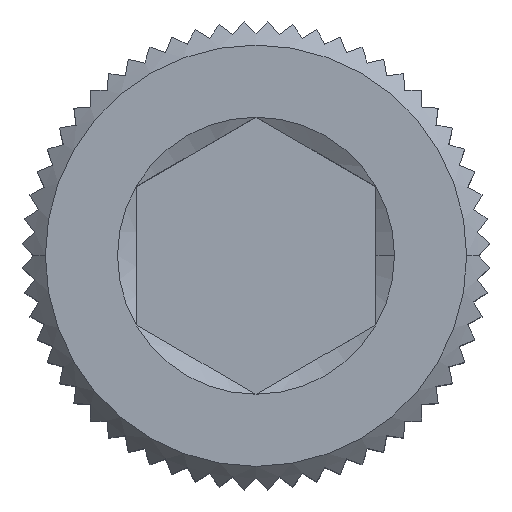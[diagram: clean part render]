
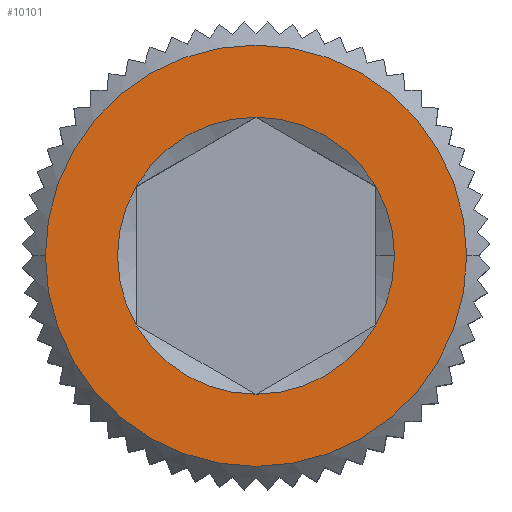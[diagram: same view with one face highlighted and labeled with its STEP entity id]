
A CAD part, top view. The second image highlights one B-rep face of the part: STEP entity #10101.
In plain terms, the highlighted planar face has unit normal (0, 0, 1).
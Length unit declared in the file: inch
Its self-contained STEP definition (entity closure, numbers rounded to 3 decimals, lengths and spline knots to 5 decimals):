
#56 = CIRCLE ( 'NONE', #1375, 0.08235 ) ;
#241 = CARTESIAN_POINT ( 'NONE',  ( 0., 0., 0.2435 ) ) ;
#332 = ORIENTED_EDGE ( 'NONE', *, *, #4170, .F. ) ;
#355 = CARTESIAN_POINT ( 'NONE',  ( 0., 0., 0.2435 ) ) ;
#472 = CARTESIAN_POINT ( 'NONE',  ( 0.04687, 0.02706, 0.2435 ) ) ;
#566 = EDGE_LOOP ( 'NONE', ( #5198, #3461 ) ) ;
#579 = CIRCLE ( 'NONE', #6734, 0.05413 ) ;
#639 = VERTEX_POINT ( 'NONE', #10561 ) ;
#673 = AXIS2_PLACEMENT_3D ( 'NONE', #2778, #5257, #6921 ) ;
#942 = CARTESIAN_POINT ( 'NONE',  ( 0., 0.0915, 0.2435 ) ) ;
#978 = DIRECTION ( 'NONE',  ( 1., 0., 0. ) ) ;
#985 = CARTESIAN_POINT ( 'NONE',  ( -0.04687, 0.02706, 0.2435 ) ) ;
#1253 = VERTEX_POINT ( 'NONE', #472 ) ;
#1375 = AXIS2_PLACEMENT_3D ( 'NONE', #355, #2150, #10435 ) ;
#1408 = CARTESIAN_POINT ( 'NONE',  ( 0., 0., 0.2435 ) ) ;
#1436 = DIRECTION ( 'NONE',  ( 1., 0., 0. ) ) ;
#1470 = EDGE_CURVE ( 'NONE', #10645, #3766, #2177, .T. ) ;
#1630 = DIRECTION ( 'NONE',  ( 1., 0., 0. ) ) ;
#1660 = AXIS2_PLACEMENT_3D ( 'NONE', #9065, #2392, #1436 ) ;
#1679 = EDGE_CURVE ( 'NONE', #3766, #10645, #56, .T. ) ;
#1698 = CIRCLE ( 'NONE', #5350, 0.05413 ) ;
#1831 = EDGE_CURVE ( 'NONE', #639, #1253, #579, .T. ) ;
#2150 = DIRECTION ( 'NONE',  ( 0., 0., 1. ) ) ;
#2177 = CIRCLE ( 'NONE', #6325, 0.08235 ) ;
#2392 = DIRECTION ( 'NONE',  ( 0., 0., 1. ) ) ;
#2673 = EDGE_CURVE ( 'NONE', #1253, #4417, #10872, .T. ) ;
#2725 = DIRECTION ( 'NONE',  ( 0., 0., 1. ) ) ;
#2778 = CARTESIAN_POINT ( 'NONE',  ( 0., 0., 0.2435 ) ) ;
#2799 = CIRCLE ( 'NONE', #673, 0.05413 ) ;
#2868 = EDGE_LOOP ( 'NONE', ( #4215, #10485, #7096, #10929, #8314, #332, #6225 ) ) ;
#3310 = DIRECTION ( 'NONE',  ( 0., 0., 1. ) ) ;
#3446 = AXIS2_PLACEMENT_3D ( 'NONE', #241, #3582, #9495 ) ;
#3461 = ORIENTED_EDGE ( 'NONE', *, *, #1470, .T. ) ;
#3475 = CARTESIAN_POINT ( 'NONE',  ( -0.04687, -0.02706, 0.2435 ) ) ;
#3563 = CARTESIAN_POINT ( 'NONE',  ( 0., 0., 0.2435 ) ) ;
#3582 = DIRECTION ( 'NONE',  ( 0., 0., 1. ) ) ;
#3688 = AXIS2_PLACEMENT_3D ( 'NONE', #942, #10240, #978 ) ;
#3766 = VERTEX_POINT ( 'NONE', #4855 ) ;
#3791 = DIRECTION ( 'NONE',  ( 1., 0., 0. ) ) ;
#4026 = FACE_OUTER_BOUND ( 'NONE', #566, .T. ) ;
#4170 = EDGE_CURVE ( 'NONE', #7414, #7385, #2799, .T. ) ;
#4202 = VERTEX_POINT ( 'NONE', #8621 ) ;
#4215 = ORIENTED_EDGE ( 'NONE', *, *, #2673, .F. ) ;
#4417 = VERTEX_POINT ( 'NONE', #6316 ) ;
#4855 = CARTESIAN_POINT ( 'NONE',  ( -0.08235, 0., 0.2435 ) ) ;
#5198 = ORIENTED_EDGE ( 'NONE', *, *, #1679, .T. ) ;
#5257 = DIRECTION ( 'NONE',  ( 0., 0., 1. ) ) ;
#5350 = AXIS2_PLACEMENT_3D ( 'NONE', #7056, #7131, #3791 ) ;
#5426 = EDGE_CURVE ( 'NONE', #7385, #10740, #1698, .T. ) ;
#5542 = CARTESIAN_POINT ( 'NONE',  ( 0., -0.05413, 0.2435 ) ) ;
#5579 = CARTESIAN_POINT ( 'NONE',  ( 0.08235, 0., 0.2435 ) ) ;
#5616 = DIRECTION ( 'NONE',  ( 1., 0., 0. ) ) ;
#6020 = PLANE ( 'NONE',  #3688 ) ;
#6139 = EDGE_CURVE ( 'NONE', #10740, #4202, #7345, .T. ) ;
#6225 = ORIENTED_EDGE ( 'NONE', *, *, #7974, .F. ) ;
#6316 = CARTESIAN_POINT ( 'NONE',  ( 0., 0.05413, 0.2435 ) ) ;
#6325 = AXIS2_PLACEMENT_3D ( 'NONE', #6708, #3310, #1630 ) ;
#6708 = CARTESIAN_POINT ( 'NONE',  ( 0., 0., 0.2435 ) ) ;
#6734 = AXIS2_PLACEMENT_3D ( 'NONE', #1408, #7313, #5616 ) ;
#6921 = DIRECTION ( 'NONE',  ( 1., 0., 0. ) ) ;
#7056 = CARTESIAN_POINT ( 'NONE',  ( 0., 0., 0.2435 ) ) ;
#7078 = CIRCLE ( 'NONE', #3446, 0.05413 ) ;
#7096 = ORIENTED_EDGE ( 'NONE', *, *, #10819, .F. ) ;
#7131 = DIRECTION ( 'NONE',  ( 0., 0., 1. ) ) ;
#7313 = DIRECTION ( 'NONE',  ( 0., 0., 1. ) ) ;
#7345 = CIRCLE ( 'NONE', #8654, 0.05413 ) ;
#7385 = VERTEX_POINT ( 'NONE', #3475 ) ;
#7414 = VERTEX_POINT ( 'NONE', #985 ) ;
#7650 = DIRECTION ( 'NONE',  ( 1., 0., 0. ) ) ;
#7974 = EDGE_CURVE ( 'NONE', #4417, #7414, #7078, .T. ) ;
#8314 = ORIENTED_EDGE ( 'NONE', *, *, #5426, .F. ) ;
#8389 = CARTESIAN_POINT ( 'NONE',  ( 0., 0., 0.2435 ) ) ;
#8621 = CARTESIAN_POINT ( 'NONE',  ( 0.04687, -0.02706, 0.2435 ) ) ;
#8654 = AXIS2_PLACEMENT_3D ( 'NONE', #8389, #9254, #7650 ) ;
#8991 = FACE_BOUND ( 'NONE', #2868, .T. ) ;
#9065 = CARTESIAN_POINT ( 'NONE',  ( 0., 0., 0.2435 ) ) ;
#9254 = DIRECTION ( 'NONE',  ( 0., 0., 1. ) ) ;
#9477 = DIRECTION ( 'NONE',  ( 1., 0., 0. ) ) ;
#9495 = DIRECTION ( 'NONE',  ( 1., 0., 0. ) ) ;
#9496 = CIRCLE ( 'NONE', #1660, 0.05413 ) ;
#10101 = ADVANCED_FACE ( 'NONE', ( #4026, #8991 ), #6020, .T. ) ;
#10240 = DIRECTION ( 'NONE',  ( 0., 0., 1. ) ) ;
#10374 = AXIS2_PLACEMENT_3D ( 'NONE', #3563, #2725, #9477 ) ;
#10435 = DIRECTION ( 'NONE',  ( 1., 0., 0. ) ) ;
#10485 = ORIENTED_EDGE ( 'NONE', *, *, #1831, .F. ) ;
#10561 = CARTESIAN_POINT ( 'NONE',  ( 0.05413, 0., 0.2435 ) ) ;
#10645 = VERTEX_POINT ( 'NONE', #5579 ) ;
#10740 = VERTEX_POINT ( 'NONE', #5542 ) ;
#10819 = EDGE_CURVE ( 'NONE', #4202, #639, #9496, .T. ) ;
#10872 = CIRCLE ( 'NONE', #10374, 0.05413 ) ;
#10929 = ORIENTED_EDGE ( 'NONE', *, *, #6139, .F. ) ;
